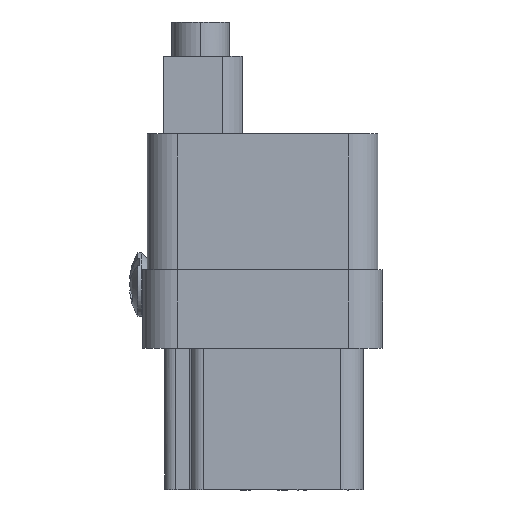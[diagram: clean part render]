
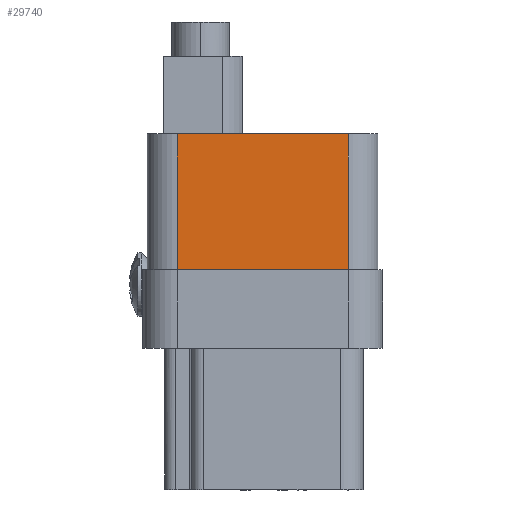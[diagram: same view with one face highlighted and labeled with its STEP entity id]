
A CAD part, left-side view. The second image highlights one B-rep face of the part: STEP entity #29740.
In plain terms, the highlighted planar face has unit normal (-1, 0, 0).
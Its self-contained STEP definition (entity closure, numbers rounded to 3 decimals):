
#29350=CARTESIAN_POINT('',(70.606,53.123,
31.711));
#29360=DIRECTION('',(1.,0.,0.));
#29370=DIRECTION('',(0.,-1.,0.));
#29380=AXIS2_PLACEMENT_3D('',#29350,#29360,#29370);
#29390=PLANE('',#29380);
#29400=CARTESIAN_POINT('',(70.606,57.404,19.95));
#29410=DIRECTION('',(0.,1.,0.));
#29420=VECTOR('',#29410,1.);
#29430=LINE('',#29400,#29420);
#29440=CARTESIAN_POINT('',(70.606,42.348,19.95));
#29450=VERTEX_POINT('',#29440);
#29460=CARTESIAN_POINT('',(70.606,57.348,19.95));
#29470=VERTEX_POINT('',#29460);
#29480=EDGE_CURVE('',#29450,#29470,#29430,.T.);
#29490=ORIENTED_EDGE('',*,*,#29480,.F.);
#29500=CARTESIAN_POINT('',(70.606,57.348,16.));
#29510=DIRECTION('',(0.,0.,-1.));
#29520=VECTOR('',#29510,1.);
#29530=LINE('',#29500,#29520);
#29540=CARTESIAN_POINT('',(70.606,57.348,31.85));
#29550=VERTEX_POINT('',#29540);
#29560=EDGE_CURVE('',#29550,#29470,#29530,.T.);
#29570=ORIENTED_EDGE('',*,*,#29560,.T.);
#29580=CARTESIAN_POINT('',(70.606,57.404,31.85));
#29590=DIRECTION('',(0.,-1.,0.));
#29600=VECTOR('',#29590,1.);
#29610=LINE('',#29580,#29600);
#29620=CARTESIAN_POINT('',(70.606,42.348,31.85));
#29630=VERTEX_POINT('',#29620);
#29640=EDGE_CURVE('',#29550,#29630,#29610,.T.);
#29650=ORIENTED_EDGE('',*,*,#29640,.F.);
#29660=CARTESIAN_POINT('',(70.606,42.348,16.));
#29670=DIRECTION('',(0.,0.,1.));
#29680=VECTOR('',#29670,1.);
#29690=LINE('',#29660,#29680);
#29700=EDGE_CURVE('',#29450,#29630,#29690,.T.);
#29710=ORIENTED_EDGE('',*,*,#29700,.T.);
#29720=EDGE_LOOP('',(#29710,#29650,#29570,#29490));
#29730=FACE_OUTER_BOUND('',#29720,.T.);
#29740=ADVANCED_FACE('',(#29730),#29390,.F.);
